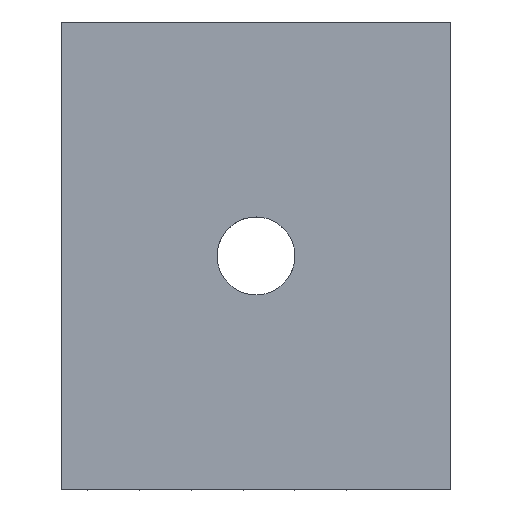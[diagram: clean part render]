
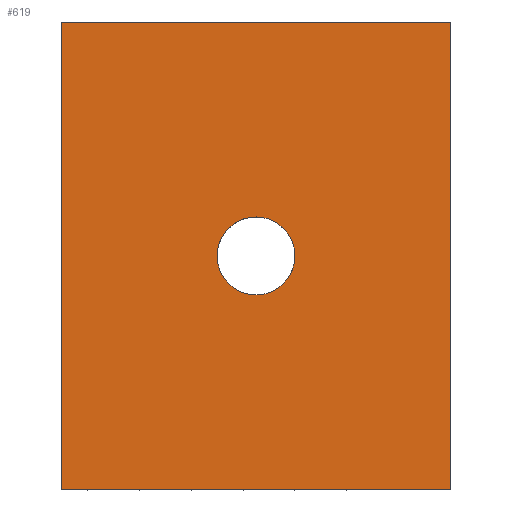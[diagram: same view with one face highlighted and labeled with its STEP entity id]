
A CAD part, top view. The second image highlights one B-rep face of the part: STEP entity #619.
In plain terms, the highlighted planar face has unit normal (0, 0, 1).
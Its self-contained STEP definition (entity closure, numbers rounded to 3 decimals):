
#55 = VERTEX_POINT ( 'NONE', #641 ) ;
#73 = CIRCLE ( 'NONE', #395, 1.5 ) ;
#74 = VERTEX_POINT ( 'NONE', #821 ) ;
#75 = CIRCLE ( 'NONE', #737, 1.5 ) ;
#82 = ORIENTED_EDGE ( 'NONE', *, *, #713, .T. ) ;
#96 = FACE_BOUND ( 'NONE', #238, .T. ) ;
#104 = ORIENTED_EDGE ( 'NONE', *, *, #1142, .T. ) ;
#169 = EDGE_LOOP ( 'NONE', ( #1163, #82, #590, #104 ) ) ;
#177 = EDGE_CURVE ( 'NONE', #55, #1119, #765, .T. ) ;
#238 = EDGE_LOOP ( 'NONE', ( #598, #281 ) ) ;
#270 = DIRECTION ( 'NONE',  ( 0., 1., 0. ) ) ;
#281 = ORIENTED_EDGE ( 'NONE', *, *, #869, .F. ) ;
#307 = VERTEX_POINT ( 'NONE', #684 ) ;
#312 = LINE ( 'NONE', #490, #941 ) ;
#315 = DIRECTION ( 'NONE',  ( 0., 0., -1. ) ) ;
#318 = VERTEX_POINT ( 'NONE', #600 ) ;
#378 = DIRECTION ( 'NONE',  ( 0., 0., 1. ) ) ;
#390 = CARTESIAN_POINT ( 'NONE',  ( 0., 0., 4. ) ) ;
#395 = AXIS2_PLACEMENT_3D ( 'NONE', #858, #378, #668 ) ;
#423 = VECTOR ( 'NONE', #884, 1000. ) ;
#490 = CARTESIAN_POINT ( 'NONE',  ( 0., 18., 4. ) ) ;
#496 = AXIS2_PLACEMENT_3D ( 'NONE', #508, #315, #599 ) ;
#497 = VECTOR ( 'NONE', #775, 1000. ) ;
#498 = LINE ( 'NONE', #875, #423 ) ;
#507 = DIRECTION ( 'NONE',  ( -1., 0., 0. ) ) ;
#508 = CARTESIAN_POINT ( 'NONE',  ( 0., 0., 4. ) ) ;
#590 = ORIENTED_EDGE ( 'NONE', *, *, #177, .T. ) ;
#598 = ORIENTED_EDGE ( 'NONE', *, *, #617, .F. ) ;
#599 = DIRECTION ( 'NONE',  ( -1., 0., 0. ) ) ;
#600 = CARTESIAN_POINT ( 'NONE',  ( 9., 9., 4. ) ) ;
#609 = LINE ( 'NONE', #390, #497 ) ;
#617 = EDGE_CURVE ( 'NONE', #1130, #318, #73, .T. ) ;
#619 = ADVANCED_FACE ( 'NONE', ( #959, #96 ), #866, .F. ) ;
#634 = VECTOR ( 'NONE', #270, 1000. ) ;
#641 = CARTESIAN_POINT ( 'NONE',  ( 15., 0., 4. ) ) ;
#668 = DIRECTION ( 'NONE',  ( 1., 0., 0. ) ) ;
#684 = CARTESIAN_POINT ( 'NONE',  ( 0., 0., 4. ) ) ;
#713 = EDGE_CURVE ( 'NONE', #307, #55, #609, .T. ) ;
#737 = AXIS2_PLACEMENT_3D ( 'NONE', #1023, #951, #1035 ) ;
#765 = LINE ( 'NONE', #1038, #634 ) ;
#775 = DIRECTION ( 'NONE',  ( 1., 0., 0. ) ) ;
#821 = CARTESIAN_POINT ( 'NONE',  ( 0., 18., 4. ) ) ;
#858 = CARTESIAN_POINT ( 'NONE',  ( 7.5, 9., 4. ) ) ;
#866 = PLANE ( 'NONE',  #496 ) ;
#869 = EDGE_CURVE ( 'NONE', #318, #1130, #75, .T. ) ;
#875 = CARTESIAN_POINT ( 'NONE',  ( 0., 0., 4. ) ) ;
#884 = DIRECTION ( 'NONE',  ( 0., -1., 0. ) ) ;
#941 = VECTOR ( 'NONE', #507, 1000. ) ;
#951 = DIRECTION ( 'NONE',  ( 0., 0., 1. ) ) ;
#959 = FACE_OUTER_BOUND ( 'NONE', #169, .T. ) ;
#971 = CARTESIAN_POINT ( 'NONE',  ( 6., 9., 4. ) ) ;
#1023 = CARTESIAN_POINT ( 'NONE',  ( 7.5, 9., 4. ) ) ;
#1035 = DIRECTION ( 'NONE',  ( 1., 0., 0. ) ) ;
#1038 = CARTESIAN_POINT ( 'NONE',  ( 15., 0., 4. ) ) ;
#1057 = CARTESIAN_POINT ( 'NONE',  ( 15., 18., 4. ) ) ;
#1083 = EDGE_CURVE ( 'NONE', #74, #307, #498, .T. ) ;
#1119 = VERTEX_POINT ( 'NONE', #1057 ) ;
#1130 = VERTEX_POINT ( 'NONE', #971 ) ;
#1142 = EDGE_CURVE ( 'NONE', #1119, #74, #312, .T. ) ;
#1163 = ORIENTED_EDGE ( 'NONE', *, *, #1083, .T. ) ;
